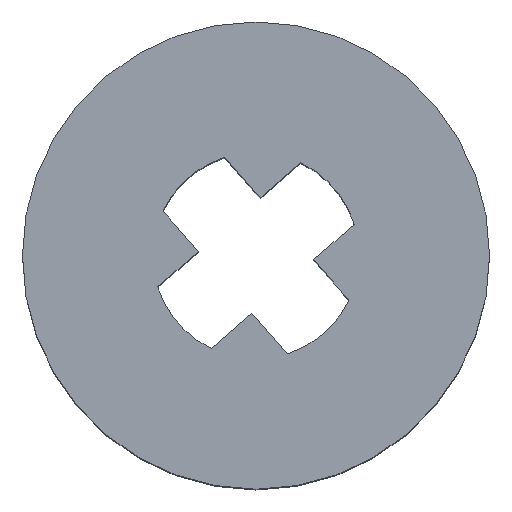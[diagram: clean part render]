
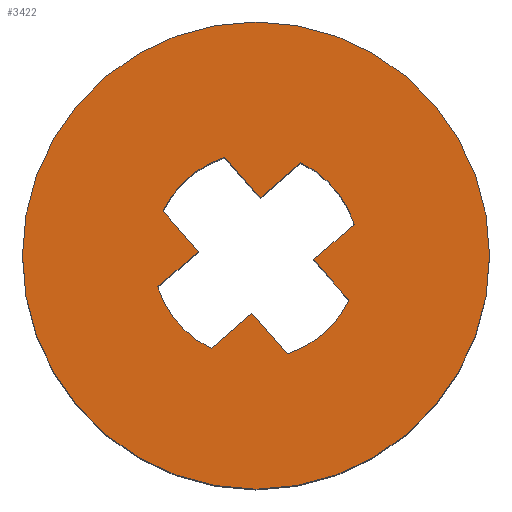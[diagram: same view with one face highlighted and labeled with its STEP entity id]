
A CAD part, top view. The second image highlights one B-rep face of the part: STEP entity #3422.
In plain terms, the highlighted planar face has unit normal (0, 0, 1).
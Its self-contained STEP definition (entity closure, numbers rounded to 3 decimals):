
#89 = CARTESIAN_POINT ( 'NONE',  ( 2.388, -1.148, 11. ) ) ;
#98 = LINE ( 'NONE', #3709, #457 ) ;
#105 = EDGE_CURVE ( 'NONE', #2178, #1731, #3263, .T. ) ;
#107 = VERTEX_POINT ( 'NONE', #1440 ) ;
#127 = DIRECTION ( 'NONE',  ( 0., 0., 1. ) ) ;
#163 = CARTESIAN_POINT ( 'NONE',  ( 0.689, -0.793, 11. ) ) ;
#220 = VECTOR ( 'NONE', #1069, 1000. ) ;
#223 = LINE ( 'NONE', #163, #220 ) ;
#249 = DIRECTION ( 'NONE',  ( 1., 0., 0. ) ) ;
#263 = DIRECTION ( 'NONE',  ( -0.656, 0.755, 0. ) ) ;
#320 = EDGE_CURVE ( 'NONE', #2428, #107, #3775, .T. ) ;
#346 = ORIENTED_EDGE ( 'NONE', *, *, #1078, .F. ) ;
#422 = AXIS2_PLACEMENT_3D ( 'NONE', #859, #3219, #838 ) ;
#427 = CARTESIAN_POINT ( 'NONE',  ( 1.481, -0.104, 11. ) ) ;
#436 = DIRECTION ( 'NONE',  ( 1., 0., 0. ) ) ;
#457 = VECTOR ( 'NONE', #2478, 1000. ) ;
#464 = LINE ( 'NONE', #1650, #888 ) ;
#491 = CARTESIAN_POINT ( 'NONE',  ( -0.104, -1.481, 11. ) ) ;
#632 = DIRECTION ( 'NONE',  ( 1., 0., 0. ) ) ;
#680 = ORIENTED_EDGE ( 'NONE', *, *, #2616, .T. ) ;
#746 = CARTESIAN_POINT ( 'NONE',  ( -1.148, -2.388, 11. ) ) ;
#753 = EDGE_CURVE ( 'NONE', #1420, #865, #919, .T. ) ;
#791 = EDGE_CURVE ( 'NONE', #2612, #2515, #1969, .T. ) ;
#812 = EDGE_CURVE ( 'NONE', #2178, #3635, #3778, .T. ) ;
#826 = FACE_BOUND ( 'NONE', #2060, .T. ) ;
#838 = DIRECTION ( 'NONE',  ( 1., 0., 0. ) ) ;
#859 = CARTESIAN_POINT ( 'NONE',  ( 0., 0., 11. ) ) ;
#865 = VERTEX_POINT ( 'NONE', #1080 ) ;
#888 = VECTOR ( 'NONE', #3059, 1000. ) ;
#919 = CIRCLE ( 'NONE', #1474, 2.65 ) ;
#927 = CARTESIAN_POINT ( 'NONE',  ( 0., 0., 11. ) ) ;
#976 = AXIS2_PLACEMENT_3D ( 'NONE', #1562, #127, #436 ) ;
#977 = ORIENTED_EDGE ( 'NONE', *, *, #2641, .T. ) ;
#983 = LINE ( 'NONE', #2201, #3174 ) ;
#987 = CARTESIAN_POINT ( 'NONE',  ( 0.803, -2.525, 11. ) ) ;
#1008 = VERTEX_POINT ( 'NONE', #2671 ) ;
#1035 = DIRECTION ( 'NONE',  ( 0., 0., 1. ) ) ;
#1069 = DIRECTION ( 'NONE',  ( -0.755, -0.656, 0. ) ) ;
#1078 = EDGE_CURVE ( 'NONE', #1512, #2554, #2656, .T. ) ;
#1080 = CARTESIAN_POINT ( 'NONE',  ( -2.388, 1.148, 11. ) ) ;
#1125 = CARTESIAN_POINT ( 'NONE',  ( -0.793, -0.689, 11. ) ) ;
#1183 = DIRECTION ( 'NONE',  ( 0., 0., 1. ) ) ;
#1262 = CARTESIAN_POINT ( 'NONE',  ( 1.148, 2.388, 11. ) ) ;
#1372 = ORIENTED_EDGE ( 'NONE', *, *, #2544, .T. ) ;
#1390 = CARTESIAN_POINT ( 'NONE',  ( 0., 0., 11. ) ) ;
#1420 = VERTEX_POINT ( 'NONE', #3618 ) ;
#1428 = PLANE ( 'NONE',  #2184 ) ;
#1430 = ORIENTED_EDGE ( 'NONE', *, *, #753, .F. ) ;
#1440 = CARTESIAN_POINT ( 'NONE',  ( -6., 0., 11. ) ) ;
#1444 = VECTOR ( 'NONE', #2422, 1000. ) ;
#1447 = AXIS2_PLACEMENT_3D ( 'NONE', #927, #1183, #632 ) ;
#1474 = AXIS2_PLACEMENT_3D ( 'NONE', #2473, #1624, #3662 ) ;
#1512 = VERTEX_POINT ( 'NONE', #1634 ) ;
#1550 = ORIENTED_EDGE ( 'NONE', *, *, #3062, .T. ) ;
#1562 = CARTESIAN_POINT ( 'NONE',  ( 0., 0., 11. ) ) ;
#1600 = AXIS2_PLACEMENT_3D ( 'NONE', #1390, #3510, #249 ) ;
#1601 = CARTESIAN_POINT ( 'NONE',  ( 0.104, 1.481, 11. ) ) ;
#1603 = EDGE_CURVE ( 'NONE', #1008, #865, #2093, .T. ) ;
#1624 = DIRECTION ( 'NONE',  ( 0., 0., 1. ) ) ;
#1634 = CARTESIAN_POINT ( 'NONE',  ( -2.525, -0.803, 11. ) ) ;
#1650 = CARTESIAN_POINT ( 'NONE',  ( -0.689, 0.793, 11. ) ) ;
#1664 = DIRECTION ( 'NONE',  ( 1., 0., 0. ) ) ;
#1731 = VERTEX_POINT ( 'NONE', #491 ) ;
#1736 = CARTESIAN_POINT ( 'NONE',  ( -0.793, -0.689, 11. ) ) ;
#1781 = VERTEX_POINT ( 'NONE', #1601 ) ;
#1810 = CARTESIAN_POINT ( 'NONE',  ( 6., 0., 11. ) ) ;
#1828 = ORIENTED_EDGE ( 'NONE', *, *, #1603, .T. ) ;
#1896 = DIRECTION ( 'NONE',  ( 0.656, -0.755, 0. ) ) ;
#1936 = CARTESIAN_POINT ( 'NONE',  ( 2.525, 0.803, 11. ) ) ;
#1969 = CIRCLE ( 'NONE', #1600, 2.65 ) ;
#2009 = FACE_OUTER_BOUND ( 'NONE', #2376, .T. ) ;
#2036 = ORIENTED_EDGE ( 'NONE', *, *, #320, .T. ) ;
#2060 = EDGE_LOOP ( 'NONE', ( #2280, #3770, #346, #2504, #1828, #1430, #977, #1372, #2573, #2569, #680, #3464 ) ) ;
#2093 = LINE ( 'NONE', #1125, #3641 ) ;
#2107 = CARTESIAN_POINT ( 'NONE',  ( 0.689, -0.793, 11. ) ) ;
#2178 = VERTEX_POINT ( 'NONE', #987 ) ;
#2184 = AXIS2_PLACEMENT_3D ( 'NONE', #2611, #1035, #2221 ) ;
#2201 = CARTESIAN_POINT ( 'NONE',  ( -0.689, 0.793, 11. ) ) ;
#2221 = DIRECTION ( 'NONE',  ( 1., 0., 0. ) ) ;
#2274 = VECTOR ( 'NONE', #263, 1000. ) ;
#2277 = CARTESIAN_POINT ( 'NONE',  ( 0., 0., 11. ) ) ;
#2280 = ORIENTED_EDGE ( 'NONE', *, *, #105, .T. ) ;
#2376 = EDGE_LOOP ( 'NONE', ( #1550, #2036 ) ) ;
#2422 = DIRECTION ( 'NONE',  ( -0.755, -0.656, 0. ) ) ;
#2428 = VERTEX_POINT ( 'NONE', #1810 ) ;
#2472 = EDGE_CURVE ( 'NONE', #1731, #2554, #3557, .T. ) ;
#2473 = CARTESIAN_POINT ( 'NONE',  ( 0., 0., 11. ) ) ;
#2478 = DIRECTION ( 'NONE',  ( 0.656, -0.755, 0. ) ) ;
#2504 = ORIENTED_EDGE ( 'NONE', *, *, #2637, .T. ) ;
#2515 = VERTEX_POINT ( 'NONE', #1262 ) ;
#2544 = EDGE_CURVE ( 'NONE', #1781, #2515, #983, .T. ) ;
#2554 = VERTEX_POINT ( 'NONE', #746 ) ;
#2569 = ORIENTED_EDGE ( 'NONE', *, *, #3766, .T. ) ;
#2573 = ORIENTED_EDGE ( 'NONE', *, *, #791, .F. ) ;
#2611 = CARTESIAN_POINT ( 'NONE',  ( 0., 0., 11. ) ) ;
#2612 = VERTEX_POINT ( 'NONE', #1936 ) ;
#2616 = EDGE_CURVE ( 'NONE', #2684, #3635, #98, .T. ) ;
#2637 = EDGE_CURVE ( 'NONE', #1512, #1008, #464, .T. ) ;
#2641 = EDGE_CURVE ( 'NONE', #1420, #1781, #2827, .T. ) ;
#2656 = CIRCLE ( 'NONE', #976, 2.65 ) ;
#2671 = CARTESIAN_POINT ( 'NONE',  ( -1.481, 0.104, 11. ) ) ;
#2684 = VERTEX_POINT ( 'NONE', #427 ) ;
#2771 = DIRECTION ( 'NONE',  ( 0.755, 0.656, 0. ) ) ;
#2827 = LINE ( 'NONE', #3732, #3559 ) ;
#3059 = DIRECTION ( 'NONE',  ( 0.755, 0.656, 0. ) ) ;
#3062 = EDGE_CURVE ( 'NONE', #107, #2428, #3755, .T. ) ;
#3140 = AXIS2_PLACEMENT_3D ( 'NONE', #2277, #3767, #1664 ) ;
#3174 = VECTOR ( 'NONE', #2771, 1000. ) ;
#3219 = DIRECTION ( 'NONE',  ( 0., 0., 1. ) ) ;
#3257 = DIRECTION ( 'NONE',  ( -0.656, 0.755, 0. ) ) ;
#3263 = LINE ( 'NONE', #1736, #2274 ) ;
#3422 = ADVANCED_FACE ( 'NONE', ( #826, #2009 ), #1428, .T. ) ;
#3464 = ORIENTED_EDGE ( 'NONE', *, *, #812, .F. ) ;
#3510 = DIRECTION ( 'NONE',  ( 0., 0., 1. ) ) ;
#3557 = LINE ( 'NONE', #2107, #1444 ) ;
#3559 = VECTOR ( 'NONE', #1896, 1000. ) ;
#3618 = CARTESIAN_POINT ( 'NONE',  ( -0.803, 2.525, 11. ) ) ;
#3635 = VERTEX_POINT ( 'NONE', #89 ) ;
#3641 = VECTOR ( 'NONE', #3257, 1000. ) ;
#3662 = DIRECTION ( 'NONE',  ( 1., 0., 0. ) ) ;
#3709 = CARTESIAN_POINT ( 'NONE',  ( 0.793, 0.689, 11. ) ) ;
#3732 = CARTESIAN_POINT ( 'NONE',  ( 0.793, 0.689, 11. ) ) ;
#3755 = CIRCLE ( 'NONE', #1447, 6. ) ;
#3766 = EDGE_CURVE ( 'NONE', #2612, #2684, #223, .T. ) ;
#3767 = DIRECTION ( 'NONE',  ( 0., 0., 1. ) ) ;
#3770 = ORIENTED_EDGE ( 'NONE', *, *, #2472, .T. ) ;
#3775 = CIRCLE ( 'NONE', #422, 6. ) ;
#3778 = CIRCLE ( 'NONE', #3140, 2.65 ) ;
